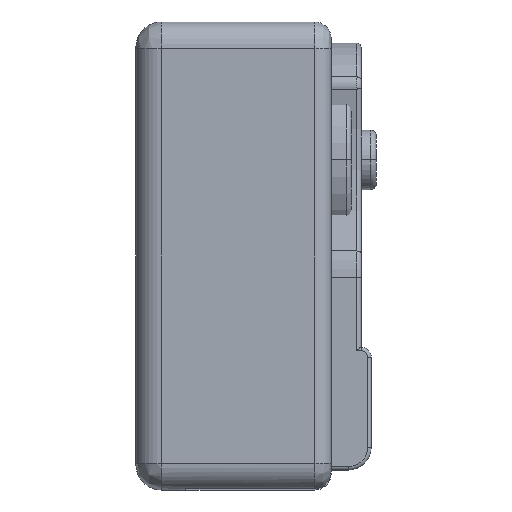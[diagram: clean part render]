
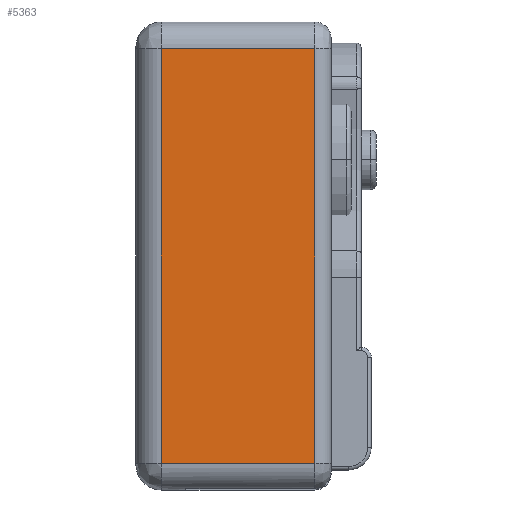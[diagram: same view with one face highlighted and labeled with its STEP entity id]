
A CAD part, left-side view. The second image highlights one B-rep face of the part: STEP entity #5363.
In plain terms, the highlighted planar face has unit normal (-1, 0, 0).
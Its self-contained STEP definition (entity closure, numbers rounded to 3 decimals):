
#826=DIRECTION('',(0.,0.,1.));
#827=VECTOR('',#826,82.869);
#828=CARTESIAN_POINT('',(-8.912,-5.1,8.204));
#829=LINE('',#828,#827);
#833=DIRECTION('',(0.,1.,0.));
#834=VECTOR('',#833,30.6);
#835=CARTESIAN_POINT('',(-8.912,-35.7,91.072));
#836=LINE('',#835,#834);
#840=DIRECTION('',(0.,0.,-1.));
#841=VECTOR('',#840,82.869);
#842=CARTESIAN_POINT('',(-8.912,-35.7,91.072));
#843=LINE('',#842,#841);
#847=DIRECTION('',(0.,1.,0.));
#848=VECTOR('',#847,30.6);
#849=CARTESIAN_POINT('',(-8.912,-35.7,8.204));
#850=LINE('',#849,#848);
#4616=CARTESIAN_POINT('',(-8.912,-35.7,91.072));
#4618=VERTEX_POINT('',#4616);
#4621=CARTESIAN_POINT('',(-8.912,-35.7,8.204));
#4622=VERTEX_POINT('',#4621);
#4641=CARTESIAN_POINT('',(-8.912,-5.1,8.204));
#4642=VERTEX_POINT('',#4641);
#4645=CARTESIAN_POINT('',(-8.912,-5.1,91.072));
#4646=VERTEX_POINT('',#4645);
#5350=CARTESIAN_POINT('',(-8.912,0.,
96.372));
#5351=DIRECTION('',(-1.,0.,0.));
#5352=DIRECTION('',(0.,0.,-1.));
#5353=AXIS2_PLACEMENT_3D('',#5350,#5351,#5352);
#5354=PLANE('',#5353);
#5355=ORIENTED_EDGE('',*,*,#4959,.T.);
#5357=ORIENTED_EDGE('',*,*,#5356,.F.);
#5359=ORIENTED_EDGE('',*,*,#5358,.T.);
#5360=ORIENTED_EDGE('',*,*,#5335,.T.);
#5361=EDGE_LOOP('',(#5355,#5357,#5359,#5360));
#5362=FACE_OUTER_BOUND('',#5361,.F.);
#4959=EDGE_CURVE('',#4642,#4646,#829,.T.);
#5335=EDGE_CURVE('',#4622,#4642,#850,.T.);
#5356=EDGE_CURVE('',#4618,#4646,#836,.T.);
#5358=EDGE_CURVE('',#4618,#4622,#843,.T.);
#5363=ADVANCED_FACE('',(#5362),#5354,.T.);
